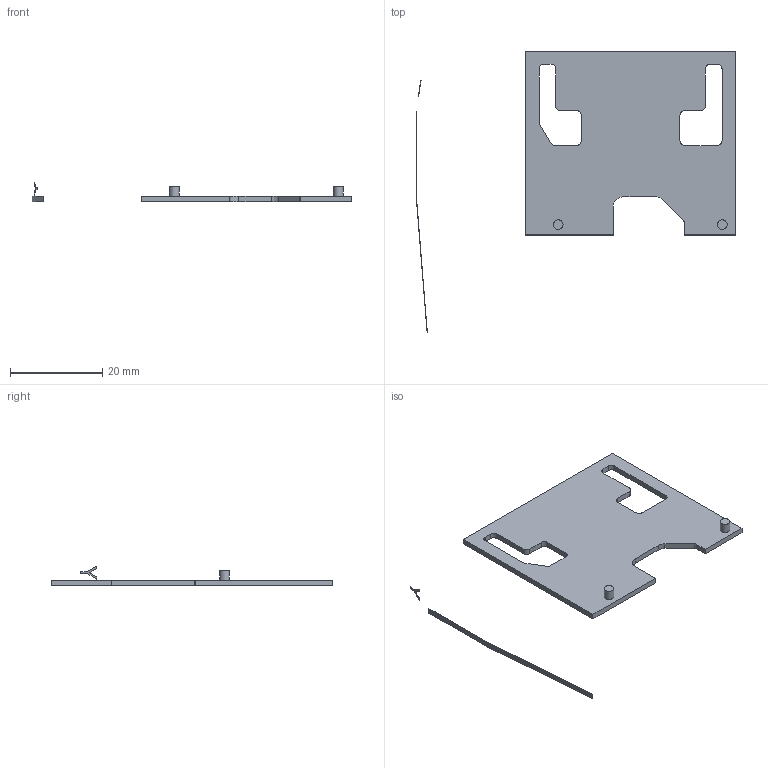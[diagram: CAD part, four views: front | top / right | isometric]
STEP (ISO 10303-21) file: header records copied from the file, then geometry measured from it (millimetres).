
FILE_DESCRIPTION((''),'2;1');
FILE_NAME('231708.ipt.stp','2006-06-12T18:23:12',(''),(''),'Autodesk Inventor 11','Autodesk Inventor 11','');
FILE_SCHEMA(('AUTOMOTIVE_DESIGN { 1 0 10303 214 1 1 1 1 }'));
Length unit declared in the file: millimetre
Products named in the file (1): 231708
Bounding box: 69.2 x 60.79 x 4.29 mm (x, y, z)
Volume: 1814.7 mm3; surface area: 3487.9 mm2
Topology: 3 solids, 3 shells, 65 faces, 171 edges, 114 vertices
Faces by surface type: plane 46, cylinder 19
Full cylindrical faces by diameter (mm): 2.1 x2
Entity records: 2022 total; most frequent: CARTESIAN_POINT 349, DIRECTION 339, ORIENTED_EDGE 338, EDGE_CURVE 169, VECTOR 131, LINE 131, VERTEX_POINT 114, AXIS2_PLACEMENT_3D 104
